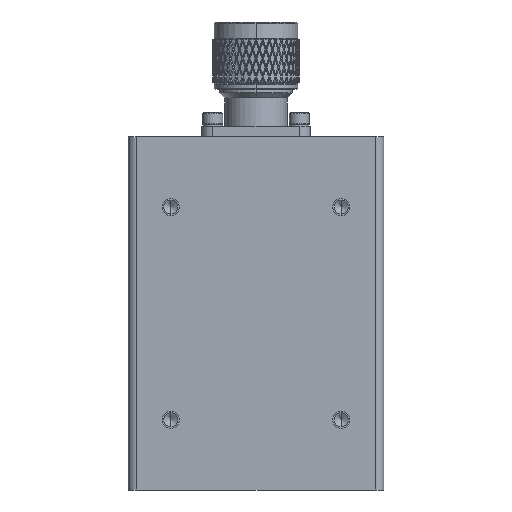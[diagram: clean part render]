
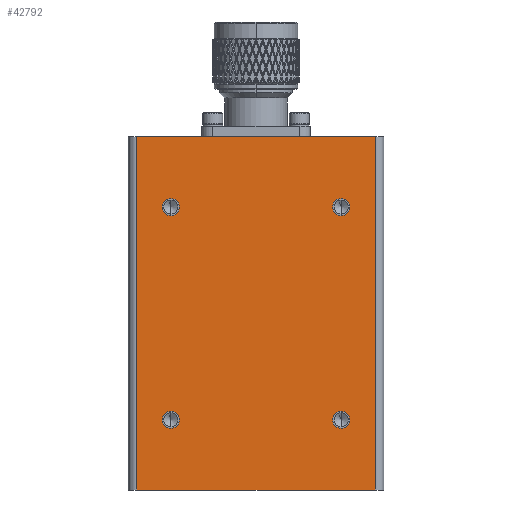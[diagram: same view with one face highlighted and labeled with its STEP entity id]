
A CAD part, front view. The second image highlights one B-rep face of the part: STEP entity #42792.
In plain terms, the highlighted planar face has unit normal (0, -1, 0).
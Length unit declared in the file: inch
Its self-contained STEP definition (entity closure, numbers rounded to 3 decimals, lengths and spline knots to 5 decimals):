
#344 = ORIENTED_EDGE ( 'NONE', *, *, #44969, .T. ) ;
#458 = FACE_BOUND ( 'NONE', #26855, .T. ) ;
#771 = ORIENTED_EDGE ( 'NONE', *, *, #1122, .T. ) ;
#829 = AXIS2_PLACEMENT_3D ( 'NONE', #39488, #14032, #50346 ) ;
#1122 = EDGE_CURVE ( 'NONE', #21798, #9725, #9325, .T. ) ;
#1632 = EDGE_CURVE ( 'NONE', #62376, #38798, #61405, .T. ) ;
#1732 = VERTEX_POINT ( 'NONE', #21420 ) ;
#2165 = ORIENTED_EDGE ( 'NONE', *, *, #8513, .F. ) ;
#3010 = CIRCLE ( 'NONE', #3333, 0.07874 ) ;
#3333 = AXIS2_PLACEMENT_3D ( 'NONE', #22804, #64304, #64538 ) ;
#3368 = VERTEX_POINT ( 'NONE', #20168 ) ;
#3395 = DIRECTION ( 'NONE',  ( 0., -1., 0. ) ) ;
#3649 = DIRECTION ( 'NONE',  ( 0., -1., 0. ) ) ;
#3678 = ORIENTED_EDGE ( 'NONE', *, *, #23421, .F. ) ;
#3846 = DIRECTION ( 'NONE',  ( 0., 0., -1. ) ) ;
#4700 = EDGE_CURVE ( 'NONE', #37558, #1732, #41165, .T. ) ;
#5005 = DIRECTION ( 'NONE',  ( 1., 0., 0. ) ) ;
#5085 = CARTESIAN_POINT ( 'NONE',  ( -0.7874, -1.1811, -0.98425 ) ) ;
#5141 = LINE ( 'NONE', #31728, #56355 ) ;
#5730 = VECTOR ( 'NONE', #32718, 39.37008 ) ;
#6835 = DIRECTION ( 'NONE',  ( 1., 0., 0. ) ) ;
#8513 = EDGE_CURVE ( 'NONE', #55783, #3368, #29619, .T. ) ;
#9325 = LINE ( 'NONE', #33499, #21651 ) ;
#9470 = FACE_BOUND ( 'NONE', #14525, .T. ) ;
#9611 = CARTESIAN_POINT ( 'NONE',  ( -1.10236, -1.1811, -1.63386 ) ) ;
#9725 = VERTEX_POINT ( 'NONE', #55409 ) ;
#12426 = EDGE_CURVE ( 'NONE', #9725, #45678, #19736, .T. ) ;
#12689 = EDGE_LOOP ( 'NONE', ( #33702, #33888 ) ) ;
#14032 = DIRECTION ( 'NONE',  ( 0., -1., 0. ) ) ;
#14289 = CARTESIAN_POINT ( 'NONE',  ( -0.7874, -1.1811, -0.90551 ) ) ;
#14525 = EDGE_LOOP ( 'NONE', ( #2165, #32899 ) ) ;
#15777 = EDGE_CURVE ( 'NONE', #56721, #44592, #3010, .T. ) ;
#15797 = CARTESIAN_POINT ( 'NONE',  ( -1.1811, -1.1811, 1.63386 ) ) ;
#17244 = AXIS2_PLACEMENT_3D ( 'NONE', #30309, #3649, #61226 ) ;
#17734 = FACE_BOUND ( 'NONE', #40296, .T. ) ;
#18179 = CIRCLE ( 'NONE', #17244, 0.07874 ) ;
#18862 = EDGE_CURVE ( 'NONE', #3368, #55783, #18179, .T. ) ;
#18910 = AXIS2_PLACEMENT_3D ( 'NONE', #35450, #40438, #40652 ) ;
#19386 = FACE_OUTER_BOUND ( 'NONE', #64626, .T. ) ;
#19736 = LINE ( 'NONE', #27505, #5730 ) ;
#20168 = CARTESIAN_POINT ( 'NONE',  ( 0.7874, -1.1811, 1.06299 ) ) ;
#20640 = LINE ( 'NONE', #15797, #47318 ) ;
#21010 = DIRECTION ( 'NONE',  ( 0., 0., 1. ) ) ;
#21420 = CARTESIAN_POINT ( 'NONE',  ( 0.7874, -1.1811, -0.90551 ) ) ;
#21651 = VECTOR ( 'NONE', #6835, 39.37008 ) ;
#21798 = VERTEX_POINT ( 'NONE', #9611 ) ;
#22804 = CARTESIAN_POINT ( 'NONE',  ( -0.7874, -1.1811, -0.98425 ) ) ;
#23421 = EDGE_CURVE ( 'NONE', #44592, #56721, #30766, .T. ) ;
#23729 = AXIS2_PLACEMENT_3D ( 'NONE', #5085, #25199, #41492 ) ;
#24218 = AXIS2_PLACEMENT_3D ( 'NONE', #24256, #3395, #3846 ) ;
#24256 = CARTESIAN_POINT ( 'NONE',  ( 0.7874, -1.1811, -0.98425 ) ) ;
#25199 = DIRECTION ( 'NONE',  ( 0., -1., 0. ) ) ;
#26855 = EDGE_LOOP ( 'NONE', ( #63827, #32013 ) ) ;
#26951 = DIRECTION ( 'NONE',  ( 0., -1., 0. ) ) ;
#27505 = CARTESIAN_POINT ( 'NONE',  ( 1.10236, -1.1811, 1.63386 ) ) ;
#29486 = EDGE_CURVE ( 'NONE', #51072, #45678, #20640, .T. ) ;
#29619 = CIRCLE ( 'NONE', #32079, 0.07874 ) ;
#30309 = CARTESIAN_POINT ( 'NONE',  ( 0.7874, -1.1811, 0.98425 ) ) ;
#30353 = CARTESIAN_POINT ( 'NONE',  ( -0.7874, -1.1811, 1.06299 ) ) ;
#30766 = CIRCLE ( 'NONE', #23729, 0.07874 ) ;
#31728 = CARTESIAN_POINT ( 'NONE',  ( -1.10236, -1.1811, 1.63386 ) ) ;
#32013 = ORIENTED_EDGE ( 'NONE', *, *, #48390, .F. ) ;
#32079 = AXIS2_PLACEMENT_3D ( 'NONE', #58072, #26951, #48252 ) ;
#32718 = DIRECTION ( 'NONE',  ( 0., 0., 1. ) ) ;
#32899 = ORIENTED_EDGE ( 'NONE', *, *, #18862, .F. ) ;
#33240 = AXIS2_PLACEMENT_3D ( 'NONE', #36574, #51964, #21010 ) ;
#33499 = CARTESIAN_POINT ( 'NONE',  ( -1.1811, -1.1811, -1.63386 ) ) ;
#33702 = ORIENTED_EDGE ( 'NONE', *, *, #4700, .F. ) ;
#33888 = ORIENTED_EDGE ( 'NONE', *, *, #66132, .F. ) ;
#35450 = CARTESIAN_POINT ( 'NONE',  ( -0.7874, -1.1811, 0.98425 ) ) ;
#36574 = CARTESIAN_POINT ( 'NONE',  ( -1.1811, -1.1811, 1.63386 ) ) ;
#36969 = DIRECTION ( 'NONE',  ( 0., 0., -1. ) ) ;
#37558 = VERTEX_POINT ( 'NONE', #38745 ) ;
#37880 = DIRECTION ( 'NONE',  ( 0., -1., 0. ) ) ;
#38006 = FACE_BOUND ( 'NONE', #12689, .T. ) ;
#38745 = CARTESIAN_POINT ( 'NONE',  ( 0.7874, -1.1811, -1.06299 ) ) ;
#38798 = VERTEX_POINT ( 'NONE', #30353 ) ;
#39488 = CARTESIAN_POINT ( 'NONE',  ( 0.7874, -1.1811, -0.98425 ) ) ;
#40296 = EDGE_LOOP ( 'NONE', ( #3678, #59752 ) ) ;
#40438 = DIRECTION ( 'NONE',  ( 0., -1., 0. ) ) ;
#40652 = DIRECTION ( 'NONE',  ( 0., 0., -1. ) ) ;
#41165 = CIRCLE ( 'NONE', #829, 0.07874 ) ;
#41492 = DIRECTION ( 'NONE',  ( 0., 0., -1. ) ) ;
#42634 = ORIENTED_EDGE ( 'NONE', *, *, #29486, .F. ) ;
#42792 = ADVANCED_FACE ( 'NONE', ( #458, #9470, #38006, #17734, #19386 ), #63151, .F. ) ;
#44592 = VERTEX_POINT ( 'NONE', #58176 ) ;
#44969 = EDGE_CURVE ( 'NONE', #51072, #21798, #5141, .T. ) ;
#45678 = VERTEX_POINT ( 'NONE', #57345 ) ;
#47318 = VECTOR ( 'NONE', #5005, 39.37008 ) ;
#48252 = DIRECTION ( 'NONE',  ( 0., 0., -1. ) ) ;
#48298 = DIRECTION ( 'NONE',  ( 0., 0., -1. ) ) ;
#48390 = EDGE_CURVE ( 'NONE', #38798, #62376, #59405, .T. ) ;
#48733 = CARTESIAN_POINT ( 'NONE',  ( -0.7874, -1.1811, 0.98425 ) ) ;
#50291 = ORIENTED_EDGE ( 'NONE', *, *, #12426, .T. ) ;
#50346 = DIRECTION ( 'NONE',  ( 0., 0., -1. ) ) ;
#50746 = AXIS2_PLACEMENT_3D ( 'NONE', #48733, #37880, #48298 ) ;
#51072 = VERTEX_POINT ( 'NONE', #56268 ) ;
#51964 = DIRECTION ( 'NONE',  ( 0., 1., 0. ) ) ;
#54708 = CIRCLE ( 'NONE', #24218, 0.07874 ) ;
#55409 = CARTESIAN_POINT ( 'NONE',  ( 1.10236, -1.1811, -1.63386 ) ) ;
#55783 = VERTEX_POINT ( 'NONE', #65880 ) ;
#56268 = CARTESIAN_POINT ( 'NONE',  ( -1.10236, -1.1811, 1.63386 ) ) ;
#56355 = VECTOR ( 'NONE', #36969, 39.37008 ) ;
#56721 = VERTEX_POINT ( 'NONE', #14289 ) ;
#57345 = CARTESIAN_POINT ( 'NONE',  ( 1.10236, -1.1811, 1.63386 ) ) ;
#58072 = CARTESIAN_POINT ( 'NONE',  ( 0.7874, -1.1811, 0.98425 ) ) ;
#58176 = CARTESIAN_POINT ( 'NONE',  ( -0.7874, -1.1811, -1.06299 ) ) ;
#58869 = CARTESIAN_POINT ( 'NONE',  ( -0.7874, -1.1811, 0.90551 ) ) ;
#59405 = CIRCLE ( 'NONE', #18910, 0.07874 ) ;
#59752 = ORIENTED_EDGE ( 'NONE', *, *, #15777, .F. ) ;
#61226 = DIRECTION ( 'NONE',  ( 0., 0., -1. ) ) ;
#61405 = CIRCLE ( 'NONE', #50746, 0.07874 ) ;
#62376 = VERTEX_POINT ( 'NONE', #58869 ) ;
#63151 = PLANE ( 'NONE',  #33240 ) ;
#63827 = ORIENTED_EDGE ( 'NONE', *, *, #1632, .F. ) ;
#64304 = DIRECTION ( 'NONE',  ( 0., -1., 0. ) ) ;
#64538 = DIRECTION ( 'NONE',  ( 0., 0., -1. ) ) ;
#64626 = EDGE_LOOP ( 'NONE', ( #42634, #344, #771, #50291 ) ) ;
#65880 = CARTESIAN_POINT ( 'NONE',  ( 0.7874, -1.1811, 0.90551 ) ) ;
#66132 = EDGE_CURVE ( 'NONE', #1732, #37558, #54708, .T. ) ;
